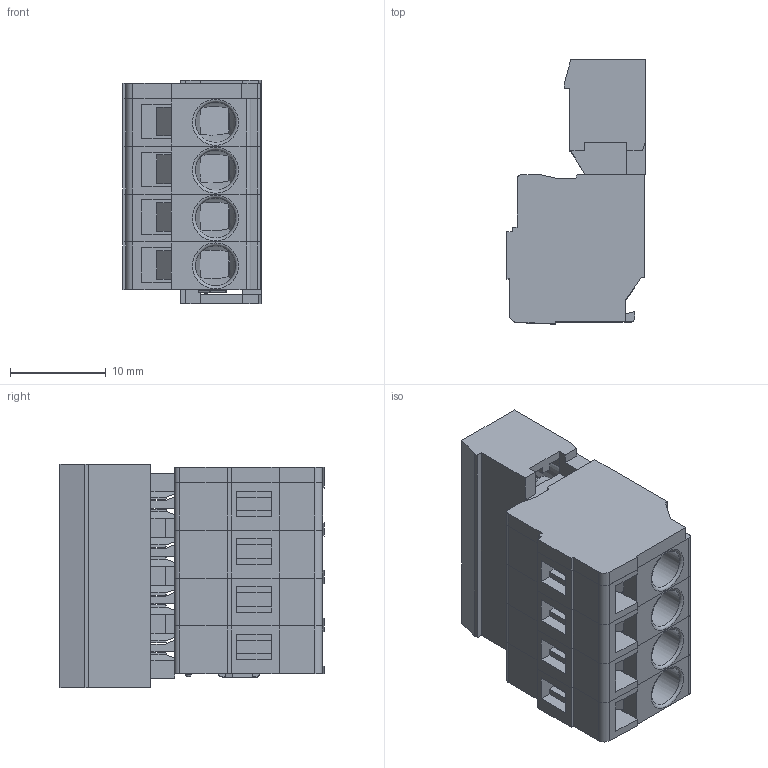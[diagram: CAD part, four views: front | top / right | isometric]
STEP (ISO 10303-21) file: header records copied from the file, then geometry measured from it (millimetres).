
FILE_DESCRIPTION( ( 'STEP AP214' ), '1' );
FILE_NAME( 'MZ700-50004EA-20230407.stp', '2023-04-07T06:47:09', ( ' ' ), ( ' ' ), 'XStep 1.0', ' ', ' ' );
FILE_SCHEMA( ( 'CONFIG_CONTROL_DESIGN) ( )' ) );
Length unit declared in the file: metre
Products named in the file (1): 1
Bounding box: 14.5 x 27.6 x 23.4 mm (x, y, z)
Volume: 4885.9 mm3; surface area: 5940.9 mm2
Topology: 1 solids, 1 shells, 622 faces, 1744 edges, 1127 vertices
Faces by surface type: plane 524, cylinder 58, cone 20, torus 16, sphere 3, bspline 1
Full cylindrical faces by diameter (mm): 0.6 x1, 1.36 x7, 2.76 x4, 4.2 x4
Entity records: 24779 total; most frequent: CARTESIAN_POINT 3895, ORIENTED_EDGE 3402, DIRECTION 3082, EDGE_CURVE 1701, LINE 1454, VECTOR 1454, VERTEX_POINT 1119, AXIS2_PLACEMENT_3D 814
